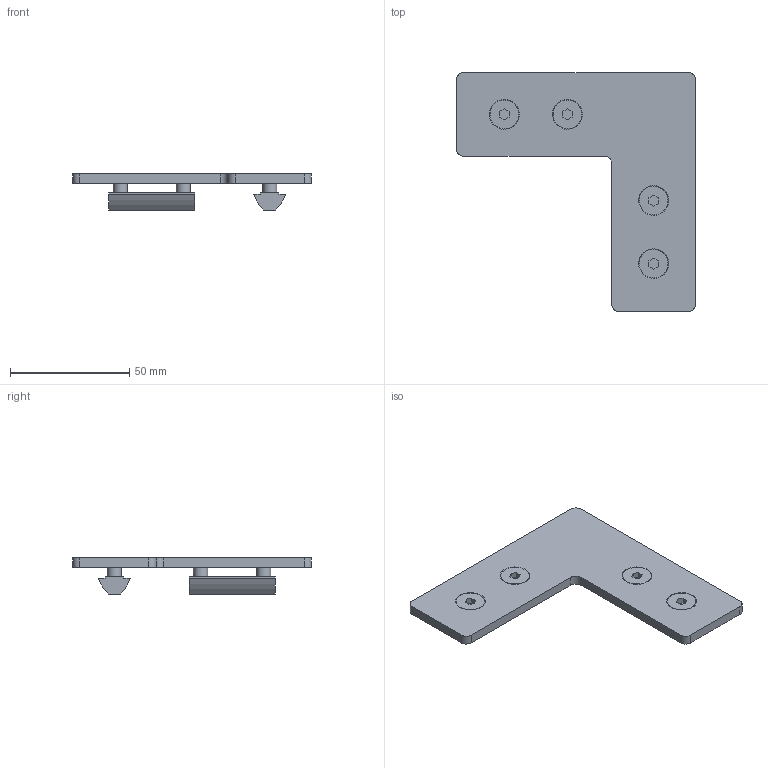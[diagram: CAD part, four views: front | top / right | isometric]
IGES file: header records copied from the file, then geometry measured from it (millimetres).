
Global section: file name: 500003; native system: Autodesk Inventor 2021; preprocessor: unknown; author: jiri.spacek; date: 20201012.105319; units: millimetre
Bounding box: 100 x 100 x 15.2 mm (x, y, z)
Volume: 28319.5 mm3; surface area: 18058.7 mm2
Topology: 7 solids, 7 shells, 102 faces, 244 edges, 160 vertices
Faces by surface type: bspline 102
